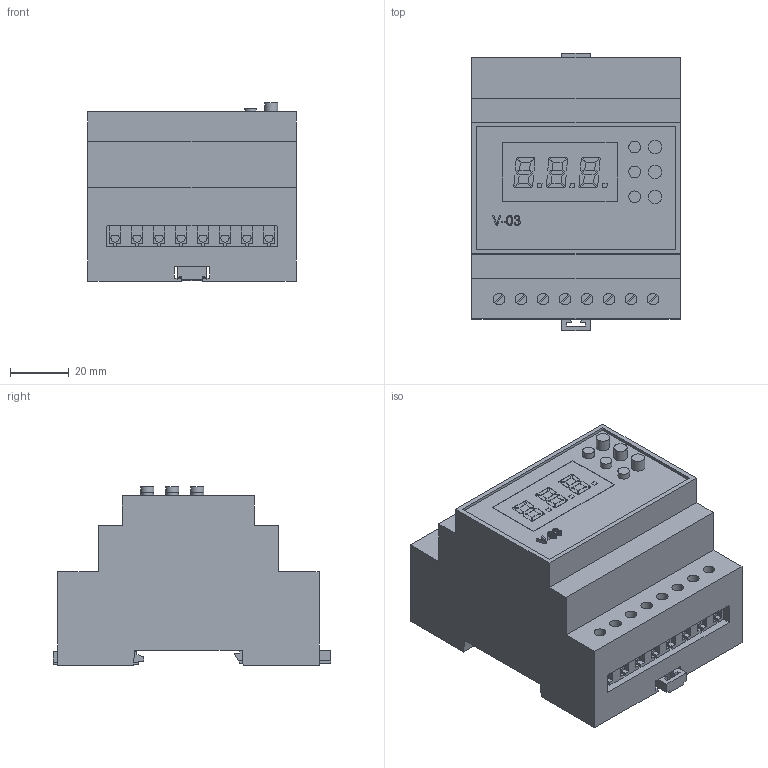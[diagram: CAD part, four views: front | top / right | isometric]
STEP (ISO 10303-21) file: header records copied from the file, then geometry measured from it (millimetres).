
FILE_DESCRIPTION(('STEP AP214'), '1');
FILE_NAME('V-03', '', ('UNSPECIFIED'), ('UNSPECIFIED'), 'ASCON STEP Converter 1.3', 'ASCON Math Kernel', '');
FILE_SCHEMA(('AUTOMOTIVE_DESIGN { 1 0 10303 214 3 1 1}'));
Length unit declared in the file: millimetre
Products named in the file (1): 玹襖.991002.012
Bounding box: 71 x 94.7 x 60.79 mm (x, y, z)
Volume: 61803.4 mm3; surface area: 65545.6 mm2
Topology: 2 solids, 11 shells, 769 faces, 2048 edges, 1364 vertices
Faces by surface type: plane 544, cylinder 225
Full cylindrical faces by diameter (mm): 4 x11, 4.5 x3
Entity records: 29994 total; most frequent: CARTESIAN_POINT 4168, ORIENTED_EDGE 4068, DIRECTION 4056, EDGE_CURVE 2034, LINE 1552, VECTOR 1552, VERTEX_POINT 1364, AXIS2_PLACEMENT_3D 1252
